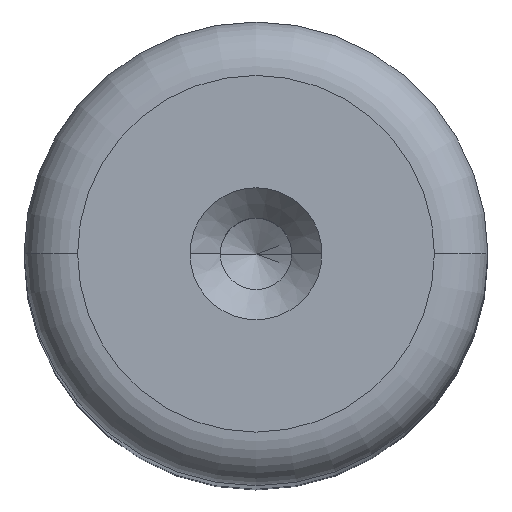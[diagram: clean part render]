
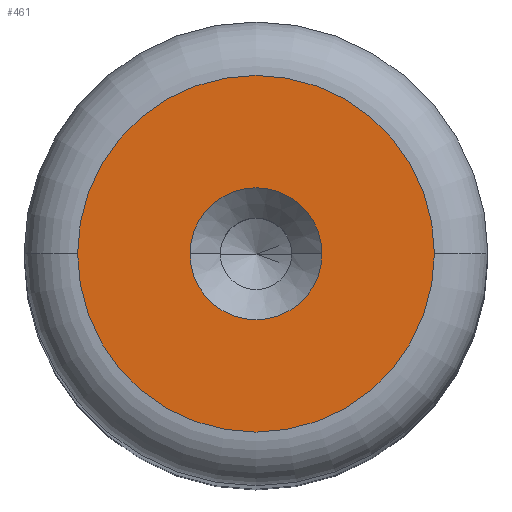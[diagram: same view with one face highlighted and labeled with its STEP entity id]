
A CAD part, top view. The second image highlights one B-rep face of the part: STEP entity #461.
In plain terms, the highlighted planar face has unit normal (0, 0, 1).
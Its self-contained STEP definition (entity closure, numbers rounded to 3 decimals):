
#17 = CARTESIAN_POINT ( 'NONE',  ( -5., 0., 70. ) ) ;
#22 = EDGE_CURVE ( 'NONE', #358, #530, #339, .T. ) ;
#34 = AXIS2_PLACEMENT_3D ( 'NONE', #286, #1159, #412 ) ;
#49 = EDGE_LOOP ( 'NONE', ( #1088, #1186 ) ) ;
#166 = VERTEX_POINT ( 'NONE', #1225 ) ;
#249 = EDGE_LOOP ( 'NONE', ( #1413, #507 ) ) ;
#286 = CARTESIAN_POINT ( 'NONE',  ( 0., 0., 70. ) ) ;
#287 = AXIS2_PLACEMENT_3D ( 'NONE', #1055, #310, #1175 ) ;
#310 = DIRECTION ( 'NONE',  ( 0., 0., 1. ) ) ;
#335 = CIRCLE ( 'NONE', #1040, 1.85 ) ;
#339 = CIRCLE ( 'NONE', #1457, 1.85 ) ;
#341 = DIRECTION ( 'NONE',  ( 0., 0., 1. ) ) ;
#356 = CARTESIAN_POINT ( 'NONE',  ( 0., 0., 70. ) ) ;
#358 = VERTEX_POINT ( 'NONE', #449 ) ;
#412 = DIRECTION ( 'NONE',  ( 1., 0., 0. ) ) ;
#449 = CARTESIAN_POINT ( 'NONE',  ( 1.85, 0., 70. ) ) ;
#461 = ADVANCED_FACE ( 'NONE', ( #1465, #1152 ), #1227, .T. ) ;
#484 = DIRECTION ( 'NONE',  ( 0., 0., 1. ) ) ;
#491 = AXIS2_PLACEMENT_3D ( 'NONE', #356, #484, #1342 ) ;
#507 = ORIENTED_EDGE ( 'NONE', *, *, #1145, .T. ) ;
#530 = VERTEX_POINT ( 'NONE', #880 ) ;
#827 = CARTESIAN_POINT ( 'NONE',  ( 0., 0., 70. ) ) ;
#835 = DIRECTION ( 'NONE',  ( 0., 0., 1. ) ) ;
#858 = DIRECTION ( 'NONE',  ( 1., 0., 0. ) ) ;
#880 = CARTESIAN_POINT ( 'NONE',  ( -1.85, 0., 70. ) ) ;
#984 = EDGE_CURVE ( 'NONE', #166, #1551, #1181, .T. ) ;
#1040 = AXIS2_PLACEMENT_3D ( 'NONE', #1083, #341, #1201 ) ;
#1055 = CARTESIAN_POINT ( 'NONE',  ( 0., 0., 70. ) ) ;
#1078 = EDGE_CURVE ( 'NONE', #530, #358, #335, .T. ) ;
#1083 = CARTESIAN_POINT ( 'NONE',  ( 0., 0., 70. ) ) ;
#1088 = ORIENTED_EDGE ( 'NONE', *, *, #22, .F. ) ;
#1145 = EDGE_CURVE ( 'NONE', #1551, #166, #1168, .T. ) ;
#1152 = FACE_OUTER_BOUND ( 'NONE', #249, .T. ) ;
#1159 = DIRECTION ( 'NONE',  ( 0., 0., 1. ) ) ;
#1168 = CIRCLE ( 'NONE', #34, 5. ) ;
#1175 = DIRECTION ( 'NONE',  ( 1., 0., 0. ) ) ;
#1181 = CIRCLE ( 'NONE', #287, 5. ) ;
#1186 = ORIENTED_EDGE ( 'NONE', *, *, #1078, .F. ) ;
#1201 = DIRECTION ( 'NONE',  ( 1., 0., 0. ) ) ;
#1225 = CARTESIAN_POINT ( 'NONE',  ( 5., 0., 70. ) ) ;
#1227 = PLANE ( 'NONE',  #491 ) ;
#1342 = DIRECTION ( 'NONE',  ( 1., 0., 0. ) ) ;
#1413 = ORIENTED_EDGE ( 'NONE', *, *, #984, .T. ) ;
#1457 = AXIS2_PLACEMENT_3D ( 'NONE', #827, #835, #858 ) ;
#1465 = FACE_BOUND ( 'NONE', #49, .T. ) ;
#1551 = VERTEX_POINT ( 'NONE', #17 ) ;
